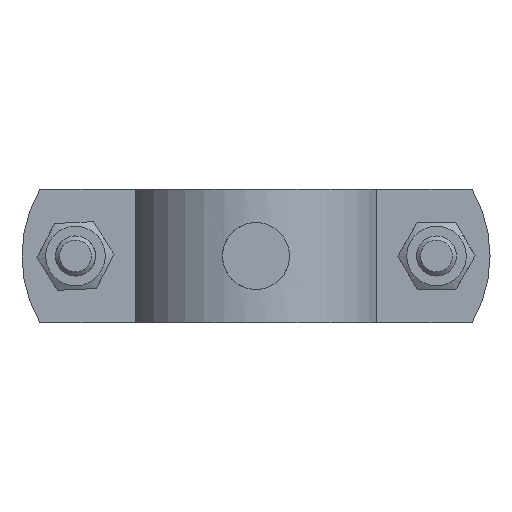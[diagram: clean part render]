
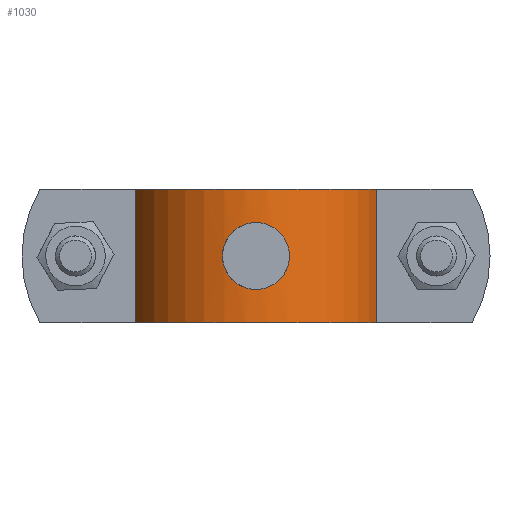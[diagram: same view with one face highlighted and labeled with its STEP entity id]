
A CAD part, front view. The second image highlights one B-rep face of the part: STEP entity #1030.
In plain terms, the highlighted cylindrical face has radius 18.9 mm (diameter 37.8 mm), a partial arc.
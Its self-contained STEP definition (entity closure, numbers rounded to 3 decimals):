
#588=CARTESIAN_POINT('',(5.0,18.227,0.));
#589=VERTEX_POINT('',#588);
#590=CARTESIAN_POINT('',(5.0,18.227,0.));
#591=CARTESIAN_POINT('',(5.0,18.227,0.547));
#592=CARTESIAN_POINT('',(4.906,18.253,1.125));
#593=CARTESIAN_POINT('',(4.713,18.303,1.669));
#594=CARTESIAN_POINT('',(4.563,18.341,2.092));
#595=CARTESIAN_POINT('',(4.355,18.393,2.495));
#596=CARTESIAN_POINT('',(4.103,18.449,2.857));
#597=CARTESIAN_POINT('',(3.944,18.485,3.085));
#598=CARTESIAN_POINT('',(3.769,18.521,3.297));
#599=CARTESIAN_POINT('',(3.583,18.557,3.488));
#600=CARTESIAN_POINT('',(3.414,18.59,3.661));
#601=CARTESIAN_POINT('',(3.231,18.623,3.824));
#602=CARTESIAN_POINT('',(3.032,18.655,3.976));
#603=CARTESIAN_POINT('',(2.592,18.727,4.312));
#604=CARTESIAN_POINT('',(2.078,18.793,4.583));
#605=CARTESIAN_POINT('',(1.538,18.837,4.758));
#606=CARTESIAN_POINT('',(1.11,18.872,4.896));
#607=CARTESIAN_POINT('',(0.665,18.893,4.974));
#608=CARTESIAN_POINT('',(0.234,18.899,4.995));
#609=CARTESIAN_POINT('',(0.,18.901,5.005));
#610=CARTESIAN_POINT('',(-0.23,18.9,5.));
#611=CARTESIAN_POINT('',(-0.467,18.894,4.978));
#612=CARTESIAN_POINT('',(-1.038,18.88,4.925));
#613=CARTESIAN_POINT('',(-1.621,18.838,4.767));
#614=CARTESIAN_POINT('',(-2.153,18.777,4.513));
#615=CARTESIAN_POINT('',(-2.485,18.739,4.354));
#616=CARTESIAN_POINT('',(-2.797,18.694,4.16));
#617=CARTESIAN_POINT('',(-3.079,18.648,3.94));
#618=CARTESIAN_POINT('',(-3.263,18.617,3.795));
#619=CARTESIAN_POINT('',(-3.433,18.586,3.642));
#620=CARTESIAN_POINT('',(-3.591,18.556,3.479));
#621=CARTESIAN_POINT('',(-3.984,18.48,3.073));
#622=CARTESIAN_POINT('',(-4.328,18.399,2.574));
#623=CARTESIAN_POINT('',(-4.571,18.339,2.026));
#624=CARTESIAN_POINT('',(-4.744,18.296,1.637));
#625=CARTESIAN_POINT('',(-4.866,18.263,1.223));
#626=CARTESIAN_POINT('',(-4.934,18.245,0.809));
#627=CARTESIAN_POINT('',(-4.976,18.233,0.553));
#628=CARTESIAN_POINT('',(-4.997,18.227,0.298));
#629=CARTESIAN_POINT('',(-5.,18.227,0.049));
#630=CARTESIAN_POINT('',(-5.002,18.226,-0.187));
#631=CARTESIAN_POINT('',(-4.988,18.23,-0.425));
#632=CARTESIAN_POINT('',(-4.955,18.239,-0.666));
#633=CARTESIAN_POINT('',(-4.878,18.26,-1.239));
#634=CARTESIAN_POINT('',(-4.696,18.309,-1.814));
#635=CARTESIAN_POINT('',(-4.422,18.375,-2.333));
#636=CARTESIAN_POINT('',(-4.255,18.416,-2.65));
#637=CARTESIAN_POINT('',(-4.055,18.461,-2.946));
#638=CARTESIAN_POINT('',(-3.832,18.507,-3.212));
#639=CARTESIAN_POINT('',(-3.637,18.548,-3.444));
#640=CARTESIAN_POINT('',(-3.43,18.588,-3.651));
#641=CARTESIAN_POINT('',(-3.197,18.628,-3.845));
#642=CARTESIAN_POINT('',(-2.757,18.703,-4.21));
#643=CARTESIAN_POINT('',(-2.235,18.776,-4.512));
#644=CARTESIAN_POINT('',(-1.677,18.825,-4.71));
#645=CARTESIAN_POINT('',(-1.184,18.869,-4.886));
#646=CARTESIAN_POINT('',(-0.663,18.895,-4.981));
#647=CARTESIAN_POINT('',(-0.162,18.899,-4.997));
#648=CARTESIAN_POINT('',(0.065,18.901,-5.005));
#649=CARTESIAN_POINT('',(0.29,18.899,-4.997));
#650=CARTESIAN_POINT('',(0.52,18.893,-4.973));
#651=CARTESIAN_POINT('',(1.086,18.877,-4.914));
#652=CARTESIAN_POINT('',(1.662,18.834,-4.752));
#653=CARTESIAN_POINT('',(2.188,18.773,-4.496));
#654=CARTESIAN_POINT('',(2.567,18.729,-4.312));
#655=CARTESIAN_POINT('',(2.92,18.676,-4.079));
#656=CARTESIAN_POINT('',(3.231,18.622,-3.816));
#657=CARTESIAN_POINT('',(3.455,18.583,-3.626));
#658=CARTESIAN_POINT('',(3.656,18.544,-3.423));
#659=CARTESIAN_POINT('',(3.845,18.505,-3.196));
#660=CARTESIAN_POINT('',(4.209,18.429,-2.759));
#661=CARTESIAN_POINT('',(4.51,18.355,-2.238));
#662=CARTESIAN_POINT('',(4.708,18.304,-1.683));
#663=CARTESIAN_POINT('',(4.904,18.254,-1.134));
#664=CARTESIAN_POINT('',(5.0,18.227,-0.552));
#665=CARTESIAN_POINT('',(5.0,18.227,0.));
#666=B_SPLINE_CURVE_WITH_KNOTS('',3,(#590,#591,#592,#593,#594,#595,#596,#597,#598,#599,#600,#601,#602,#603,#604,#605,#606,#607,#608,#609,#610,#611,#612,#613,#614,#615,#616,#617,#618,#619,#620,#621,#622,#623,#624,#625,#626,#627,#628,#629,#630,#631,#632,#633,#634,#635,#636,#637,#638,#639,#640,#641,#642,#643,#644,#645,#646,#647,#648,#649,#650,#651,#652,#653,#654,#655,#656,#657,#658,#659,#660,#661,#662,#663,#664,#665),.UNSPECIFIED.,.T.,.U.,(4,3,3,3,3,3,3,3,3,3,3,3,3,3,3,3,3,3,3,3,3,3,3,3,3,4),(0.0,0.164,0.292,0.372,0.445,0.606,0.734,0.803,0.971,1.075,1.144,1.314,1.435,1.51,1.58,1.747,1.85,1.939,2.107,2.256,2.323,2.489,2.609,2.696,2.864,3.029),.UNSPECIFIED.);
#667=EDGE_CURVE('',#589,#589,#666,.T.);
#848=CARTESIAN_POINT('',(18.082,5.5,10.0));
#849=VERTEX_POINT('',#848);
#856=CARTESIAN_POINT('',(-18.082,5.5,10.0));
#857=VERTEX_POINT('',#856);
#858=CARTESIAN_POINT('',(0.0,0.0,10.0));
#859=DIRECTION('',(0.0,0.0,-1.0));
#860=DIRECTION('',(-0.957,-0.291,0.0));
#861=AXIS2_PLACEMENT_3D('',#858,#859,#860);
#862=CIRCLE('',#861,18.9);
#863=EDGE_CURVE('',#857,#849,#862,.T.);
#903=CARTESIAN_POINT('',(18.082,5.5,-10.0));
#904=VERTEX_POINT('',#903);
#911=CARTESIAN_POINT('',(18.082,5.5,10.0));
#912=DIRECTION('',(0.0,0.0,-1.0));
#913=VECTOR('',#912,20.0);
#914=LINE('',#911,#913);
#915=EDGE_CURVE('',#849,#904,#914,.T.);
#992=CARTESIAN_POINT('',(-18.082,5.5,-10.0));
#993=VERTEX_POINT('',#992);
#1000=CARTESIAN_POINT('',(0.0,0.0,-10.0));
#1001=DIRECTION('',(0.0,0.0,1.0));
#1002=DIRECTION('',(-0.957,-0.291,0.0));
#1003=AXIS2_PLACEMENT_3D('',#1000,#1001,#1002);
#1004=CIRCLE('',#1003,18.9);
#1005=EDGE_CURVE('',#904,#993,#1004,.T.);
#1011=CARTESIAN_POINT('',(0.0,0.0,0.0));
#1012=DIRECTION('',(0.0,0.0,1.0));
#1013=DIRECTION('',(-0.957,-0.291,0.0));
#1014=AXIS2_PLACEMENT_3D('',#1011,#1012,#1013);
#1015=CYLINDRICAL_SURFACE('',#1014,18.9);
#1016=ORIENTED_EDGE('',*,*,#863,.T.);
#1017=ORIENTED_EDGE('',*,*,#915,.T.);
#1018=ORIENTED_EDGE('',*,*,#1005,.T.);
#1019=CARTESIAN_POINT('',(-18.082,5.5,10.0));
#1020=DIRECTION('',(0.0,0.0,-1.0));
#1021=VECTOR('',#1020,20.0);
#1022=LINE('',#1019,#1021);
#1023=EDGE_CURVE('',#857,#993,#1022,.T.);
#1024=ORIENTED_EDGE('',*,*,#1023,.F.);
#1025=EDGE_LOOP('',(#1016,#1017,#1018,#1024));
#1026=FACE_OUTER_BOUND('',#1025,.T.);
#1027=ORIENTED_EDGE('',*,*,#667,.T.);
#1028=EDGE_LOOP('',(#1027));
#1029=FACE_BOUND('',#1028,.T.);
#1030=ADVANCED_FACE('',(#1026,#1029),#1015,.T.);
